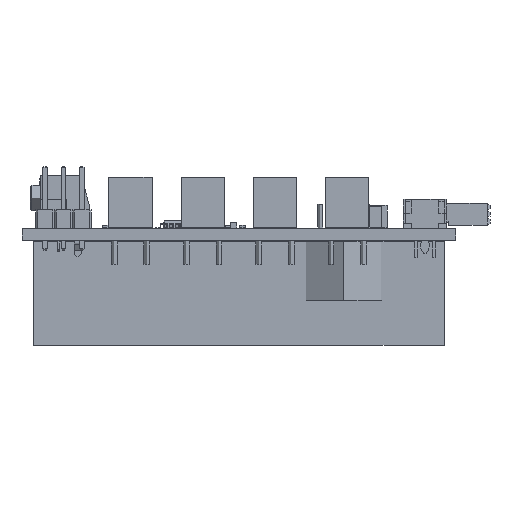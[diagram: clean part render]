
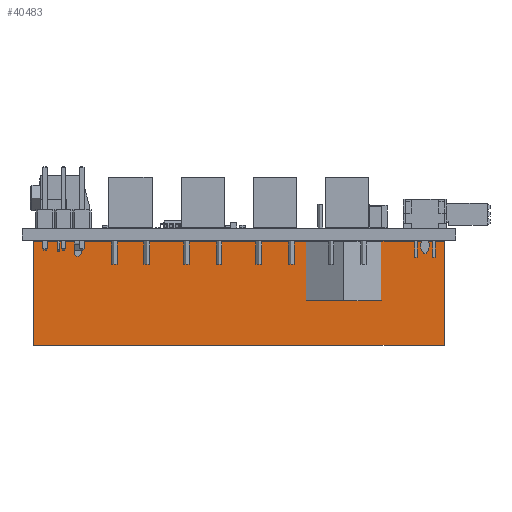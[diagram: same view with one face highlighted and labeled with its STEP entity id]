
A CAD part, front view. The second image highlights one B-rep face of the part: STEP entity #40483.
In plain terms, the highlighted planar face has unit normal (0, -1, 0).
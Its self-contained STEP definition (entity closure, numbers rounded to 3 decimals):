
#40458 = VERTEX_POINT('',#40459);
#40459 = CARTESIAN_POINT('',(54.3,-8.45,14.5));
#40465 = EDGE_CURVE('',#40466,#40458,#40468,.T.);
#40466 = VERTEX_POINT('',#40467);
#40467 = CARTESIAN_POINT('',(54.3,-8.45,0.1));
#40468 = LINE('',#40469,#40470);
#40469 = CARTESIAN_POINT('',(54.3,-8.45,0.1));
#40470 = VECTOR('',#40471,1.);
#40471 = DIRECTION('',(0.,0.,1.));
#40483 = ADVANCED_FACE('',(#40484),#40509,.T.);
#40484 = FACE_BOUND('',#40485,.T.);
#40485 = EDGE_LOOP('',(#40486,#40487,#40495,#40503));
#40486 = ORIENTED_EDGE('',*,*,#40465,.T.);
#40487 = ORIENTED_EDGE('',*,*,#40488,.T.);
#40488 = EDGE_CURVE('',#40458,#40489,#40491,.T.);
#40489 = VERTEX_POINT('',#40490);
#40490 = CARTESIAN_POINT('',(-2.5,-8.45,14.5));
#40491 = LINE('',#40492,#40493);
#40492 = CARTESIAN_POINT('',(54.3,-8.45,14.5));
#40493 = VECTOR('',#40494,1.);
#40494 = DIRECTION('',(-1.,0.,0.));
#40495 = ORIENTED_EDGE('',*,*,#40496,.F.);
#40496 = EDGE_CURVE('',#40497,#40489,#40499,.T.);
#40497 = VERTEX_POINT('',#40498);
#40498 = CARTESIAN_POINT('',(-2.5,-8.45,0.1));
#40499 = LINE('',#40500,#40501);
#40500 = CARTESIAN_POINT('',(-2.5,-8.45,0.1));
#40501 = VECTOR('',#40502,1.);
#40502 = DIRECTION('',(0.,0.,1.));
#40503 = ORIENTED_EDGE('',*,*,#40504,.F.);
#40504 = EDGE_CURVE('',#40466,#40497,#40505,.T.);
#40505 = LINE('',#40506,#40507);
#40506 = CARTESIAN_POINT('',(54.3,-8.45,0.1));
#40507 = VECTOR('',#40508,1.);
#40508 = DIRECTION('',(-1.,0.,0.));
#40509 = PLANE('',#40510);
#40510 = AXIS2_PLACEMENT_3D('',#40511,#40512,#40513);
#40511 = CARTESIAN_POINT('',(54.3,-8.45,0.1));
#40512 = DIRECTION('',(0.,-1.,0.));
#40513 = DIRECTION('',(-1.,0.,0.));
